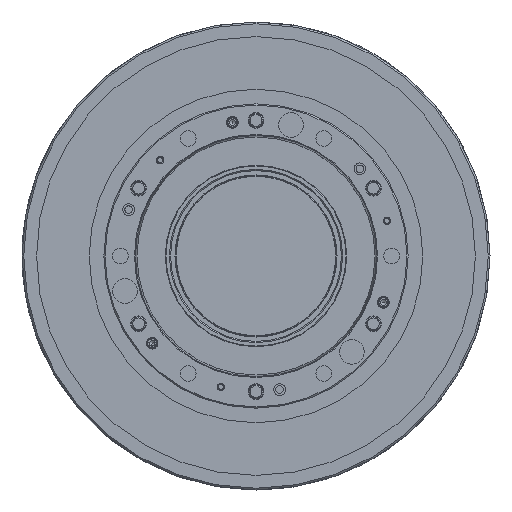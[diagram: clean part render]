
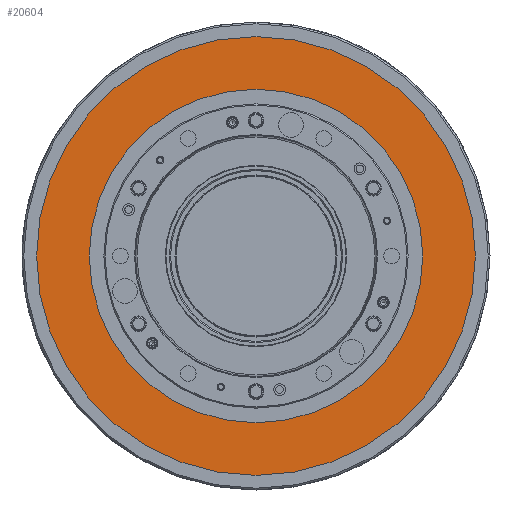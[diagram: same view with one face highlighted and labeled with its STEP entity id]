
A CAD part, left-side view. The second image highlights one B-rep face of the part: STEP entity #20604.
In plain terms, the highlighted planar face has unit normal (-1, 0, 0).
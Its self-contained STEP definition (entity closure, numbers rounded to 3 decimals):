
#1050 = CARTESIAN_POINT ( 'NONE',  ( -147., 0., 285. ) ) ;
#2218 = EDGE_CURVE ( 'NONE', #45107, #42214, #39370, .T. ) ;
#2654 = DIRECTION ( 'NONE',  ( 1., 0., 0. ) ) ;
#3739 = CARTESIAN_POINT ( 'NONE',  ( -147., 0., 375. ) ) ;
#6062 = DIRECTION ( 'NONE',  ( 0., 0., 1. ) ) ;
#7025 = AXIS2_PLACEMENT_3D ( 'NONE', #37810, #56100, #14914 ) ;
#10419 = EDGE_CURVE ( 'NONE', #11567, #35479, #23121, .T. ) ;
#10576 = PLANE ( 'NONE',  #40835 ) ;
#11567 = VERTEX_POINT ( 'NONE', #1050 ) ;
#12742 = ORIENTED_EDGE ( 'NONE', *, *, #36395, .F. ) ;
#12896 = DIRECTION ( 'NONE',  ( 1., 0., 0. ) ) ;
#14914 = DIRECTION ( 'NONE',  ( 0., 0., -1. ) ) ;
#16086 = CIRCLE ( 'NONE', #49720, 375. ) ;
#18279 = CARTESIAN_POINT ( 'NONE',  ( -147., 0., -375. ) ) ;
#19462 = CARTESIAN_POINT ( 'NONE',  ( -147., 0., 0. ) ) ;
#20604 = ADVANCED_FACE ( 'NONE', ( #33446, #51744 ), #10576, .T. ) ;
#21060 = DIRECTION ( 'NONE',  ( 0., 0., -1. ) ) ;
#23121 = CIRCLE ( 'NONE', #56682, 285. ) ;
#24468 = ORIENTED_EDGE ( 'NONE', *, *, #44051, .T. ) ;
#28962 = CARTESIAN_POINT ( 'NONE',  ( -147., 285., 0. ) ) ;
#31285 = DIRECTION ( 'NONE',  ( 0., 0., -1. ) ) ;
#32013 = ORIENTED_EDGE ( 'NONE', *, *, #2218, .F. ) ;
#32986 = CIRCLE ( 'NONE', #7025, 285. ) ;
#33446 = FACE_BOUND ( 'NONE', #54929, .T. ) ;
#35479 = VERTEX_POINT ( 'NONE', #39615 ) ;
#36395 = EDGE_CURVE ( 'NONE', #42214, #45107, #16086, .T. ) ;
#37810 = CARTESIAN_POINT ( 'NONE',  ( -147., 0., 0. ) ) ;
#37821 = DIRECTION ( 'NONE',  ( 1., 0., 0. ) ) ;
#39370 = CIRCLE ( 'NONE', #39418, 375. ) ;
#39418 = AXIS2_PLACEMENT_3D ( 'NONE', #43909, #2654, #21060 ) ;
#39615 = CARTESIAN_POINT ( 'NONE',  ( -147., 0., -285. ) ) ;
#40835 = AXIS2_PLACEMENT_3D ( 'NONE', #28962, #47260, #6062 ) ;
#42214 = VERTEX_POINT ( 'NONE', #3739 ) ;
#43909 = CARTESIAN_POINT ( 'NONE',  ( -147., 0., 0. ) ) ;
#44051 = EDGE_CURVE ( 'NONE', #35479, #11567, #32986, .T. ) ;
#45107 = VERTEX_POINT ( 'NONE', #18279 ) ;
#46509 = EDGE_LOOP ( 'NONE', ( #32013, #12742 ) ) ;
#47260 = DIRECTION ( 'NONE',  ( -1., 0., 0. ) ) ;
#49720 = AXIS2_PLACEMENT_3D ( 'NONE', #54087, #12896, #31285 ) ;
#51744 = FACE_OUTER_BOUND ( 'NONE', #46509, .T. ) ;
#54087 = CARTESIAN_POINT ( 'NONE',  ( -147., 0., 0. ) ) ;
#54929 = EDGE_LOOP ( 'NONE', ( #24468, #55688 ) ) ;
#55688 = ORIENTED_EDGE ( 'NONE', *, *, #10419, .T. ) ;
#56100 = DIRECTION ( 'NONE',  ( 1., 0., 0. ) ) ;
#56112 = DIRECTION ( 'NONE',  ( 0., 0., -1. ) ) ;
#56682 = AXIS2_PLACEMENT_3D ( 'NONE', #19462, #37821, #56112 ) ;
